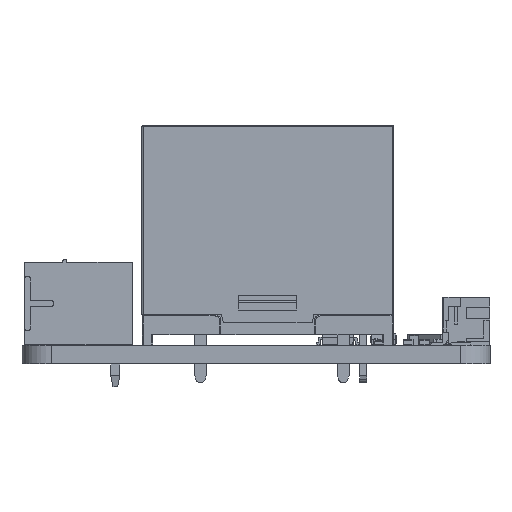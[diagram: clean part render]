
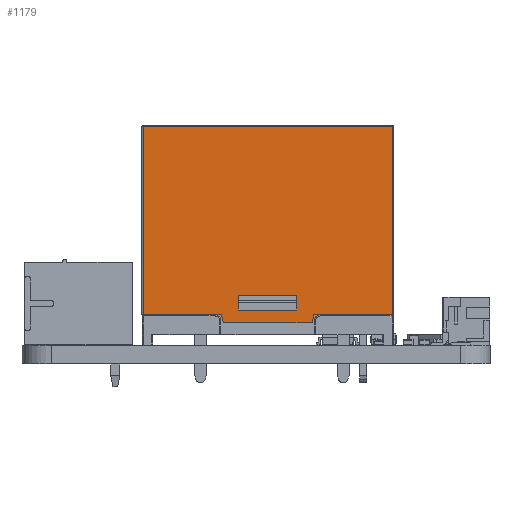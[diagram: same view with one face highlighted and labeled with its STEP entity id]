
A CAD part, front view. The second image highlights one B-rep face of the part: STEP entity #1179.
In plain terms, the highlighted planar face has unit normal (0, -1, 0).
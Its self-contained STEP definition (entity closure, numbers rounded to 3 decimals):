
#1179 = ADVANCED_FACE('',(#1180,#1246),#1280,.T.);
#1180 = FACE_BOUND('',#1181,.T.);
#1181 = EDGE_LOOP('',(#1182,#1192,#1200,#1208,#1216,#1224,#1232,#1240));
#1182 = ORIENTED_EDGE('',*,*,#1183,.F.);
#1183 = EDGE_CURVE('',#1184,#1186,#1188,.T.);
#1184 = VERTEX_POINT('',#1185);
#1185 = CARTESIAN_POINT('',(11.65,-18.727,2.6));
#1186 = VERTEX_POINT('',#1187);
#1187 = CARTESIAN_POINT('',(4.95,-18.727,2.6));
#1188 = LINE('',#1189,#1190);
#1189 = CARTESIAN_POINT('',(11.75,-18.727,2.6));
#1190 = VECTOR('',#1191,1.);
#1191 = DIRECTION('',(-1.,0.,0.));
#1192 = ORIENTED_EDGE('',*,*,#1193,.T.);
#1193 = EDGE_CURVE('',#1184,#1194,#1196,.T.);
#1194 = VERTEX_POINT('',#1195);
#1195 = CARTESIAN_POINT('',(11.65,-18.727,18.7));
#1196 = LINE('',#1197,#1198);
#1197 = CARTESIAN_POINT('',(11.65,-18.727,2.6));
#1198 = VECTOR('',#1199,1.);
#1199 = DIRECTION('',(0.,0.,1.));
#1200 = ORIENTED_EDGE('',*,*,#1201,.T.);
#1201 = EDGE_CURVE('',#1194,#1202,#1204,.T.);
#1202 = VERTEX_POINT('',#1203);
#1203 = CARTESIAN_POINT('',(-9.65,-18.727,18.7));
#1204 = LINE('',#1205,#1206);
#1205 = CARTESIAN_POINT('',(11.75,-18.727,18.7));
#1206 = VECTOR('',#1207,1.);
#1207 = DIRECTION('',(-1.,0.,0.));
#1208 = ORIENTED_EDGE('',*,*,#1209,.F.);
#1209 = EDGE_CURVE('',#1210,#1202,#1212,.T.);
#1210 = VERTEX_POINT('',#1211);
#1211 = CARTESIAN_POINT('',(-9.65,-18.727,2.6));
#1212 = LINE('',#1213,#1214);
#1213 = CARTESIAN_POINT('',(-9.65,-18.727,2.6));
#1214 = VECTOR('',#1215,1.);
#1215 = DIRECTION('',(0.,0.,1.));
#1216 = ORIENTED_EDGE('',*,*,#1217,.F.);
#1217 = EDGE_CURVE('',#1218,#1210,#1220,.T.);
#1218 = VERTEX_POINT('',#1219);
#1219 = CARTESIAN_POINT('',(-2.95,-18.727,2.6));
#1220 = LINE('',#1221,#1222);
#1221 = CARTESIAN_POINT('',(4.4,-18.727,2.6));
#1222 = VECTOR('',#1223,1.);
#1223 = DIRECTION('',(-1.,0.,0.));
#1224 = ORIENTED_EDGE('',*,*,#1225,.F.);
#1225 = EDGE_CURVE('',#1226,#1218,#1228,.T.);
#1226 = VERTEX_POINT('',#1227);
#1227 = CARTESIAN_POINT('',(-2.8,-18.727,1.9));
#1228 = LINE('',#1229,#1230);
#1229 = CARTESIAN_POINT('',(-2.48,-18.727,0.41));
#1230 = VECTOR('',#1231,1.);
#1231 = DIRECTION('',(-0.21,0.,0.978)
  );
#1232 = ORIENTED_EDGE('',*,*,#1233,.F.);
#1233 = EDGE_CURVE('',#1234,#1226,#1236,.T.);
#1234 = VERTEX_POINT('',#1235);
#1235 = CARTESIAN_POINT('',(4.8,-18.727,1.9));
#1236 = LINE('',#1237,#1238);
#1237 = CARTESIAN_POINT('',(11.75,-18.727,1.9));
#1238 = VECTOR('',#1239,1.);
#1239 = DIRECTION('',(-1.,0.,0.));
#1240 = ORIENTED_EDGE('',*,*,#1241,.F.);
#1241 = EDGE_CURVE('',#1186,#1234,#1242,.T.);
#1242 = LINE('',#1243,#1244);
#1243 = CARTESIAN_POINT('',(5.028,-18.727,2.962));
#1244 = VECTOR('',#1245,1.);
#1245 = DIRECTION('',(-0.21,0.,-0.978
    ));
#1246 = FACE_BOUND('',#1247,.T.);
#1247 = EDGE_LOOP('',(#1248,#1258,#1266,#1274));
#1248 = ORIENTED_EDGE('',*,*,#1249,.F.);
#1249 = EDGE_CURVE('',#1250,#1252,#1254,.T.);
#1250 = VERTEX_POINT('',#1251);
#1251 = CARTESIAN_POINT('',(-1.5,-18.727,4.2));
#1252 = VERTEX_POINT('',#1253);
#1253 = CARTESIAN_POINT('',(-1.5,-18.727,3.));
#1254 = LINE('',#1255,#1256);
#1255 = CARTESIAN_POINT('',(-1.5,-18.727,3.05));
#1256 = VECTOR('',#1257,1.);
#1257 = DIRECTION('',(-0.,0.,-1.));
#1258 = ORIENTED_EDGE('',*,*,#1259,.F.);
#1259 = EDGE_CURVE('',#1260,#1250,#1262,.T.);
#1260 = VERTEX_POINT('',#1261);
#1261 = CARTESIAN_POINT('',(3.5,-18.727,4.2));
#1262 = LINE('',#1263,#1264);
#1263 = CARTESIAN_POINT('',(7.625,-18.727,4.2));
#1264 = VECTOR('',#1265,1.);
#1265 = DIRECTION('',(-1.,0.,0.));
#1266 = ORIENTED_EDGE('',*,*,#1267,.F.);
#1267 = EDGE_CURVE('',#1268,#1260,#1270,.T.);
#1268 = VERTEX_POINT('',#1269);
#1269 = CARTESIAN_POINT('',(3.5,-18.727,3.));
#1270 = LINE('',#1271,#1272);
#1271 = CARTESIAN_POINT('',(3.5,-18.727,2.45));
#1272 = VECTOR('',#1273,1.);
#1273 = DIRECTION('',(0.,0.,1.));
#1274 = ORIENTED_EDGE('',*,*,#1275,.F.);
#1275 = EDGE_CURVE('',#1252,#1268,#1276,.T.);
#1276 = LINE('',#1277,#1278);
#1277 = CARTESIAN_POINT('',(5.125,-18.727,3.));
#1278 = VECTOR('',#1279,1.);
#1279 = DIRECTION('',(1.,0.,0.));
#1280 = PLANE('',#1281);
#1281 = AXIS2_PLACEMENT_3D('',#1282,#1283,#1284);
#1282 = CARTESIAN_POINT('',(11.75,-18.727,1.9));
#1283 = DIRECTION('',(0.,-1.,0.));
#1284 = DIRECTION('',(-1.,0.,0.));
